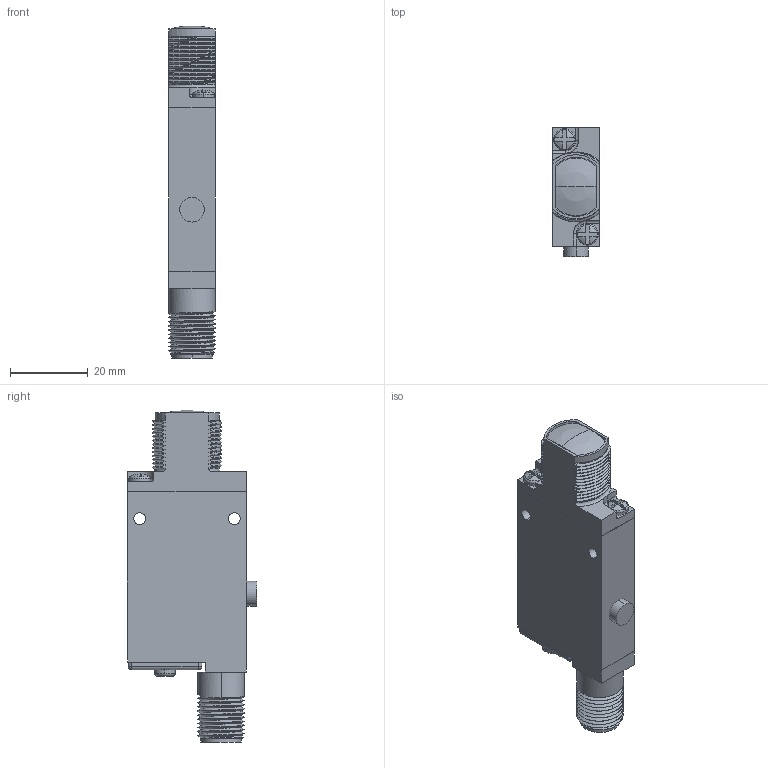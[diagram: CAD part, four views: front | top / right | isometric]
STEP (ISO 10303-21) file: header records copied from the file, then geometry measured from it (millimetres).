
FILE_DESCRIPTION((''),'2;1');
FILE_NAME('154470_SW','2011-01-10T',('banengservice'),('BANNER ENGINEERING'),'PRO/ENGINEER BY PARAMETRIC TECHNOLOGY CORPORATION, 2009141','PRO/ENGINEER BY PARAMETRIC TECHNOLOGY CORPORATION, 2009141','');
FILE_SCHEMA(('CONFIG_CONTROL_DESIGN'));
Length unit declared in the file: inch
Products named in the file (1): 154470_SW
Bounding box: 12.09 x 33.27 x 85.53 mm (x, y, z)
Volume: 8276.9 mm3; surface area: 15243.5 mm2
Topology: 1 solids, 3 shells, 960 faces, 2659 edges, 1739 vertices
Faces by surface type: plane 576, cylinder 221, bspline 107, torus 29, cone 13, sphere 10, extrusion 4
Entity records: 42040 total; most frequent: CARTESIAN_POINT 18021, ORIENTED_EDGE 5314, DIRECTION 4512, EDGE_CURVE 2657, VECTOR 1804, LINE 1800, VERTEX_POINT 1739, AXIS2_PLACEMENT_3D 1354
